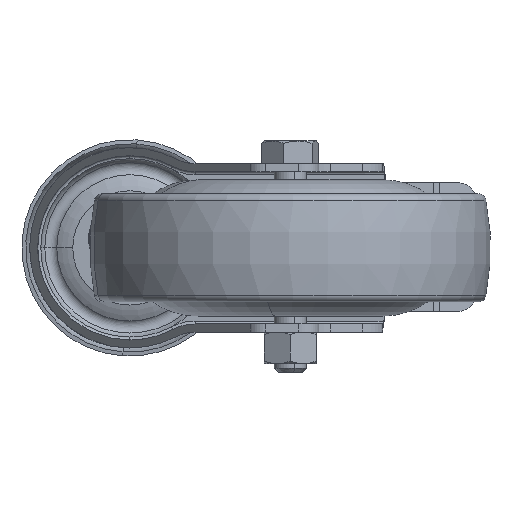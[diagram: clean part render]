
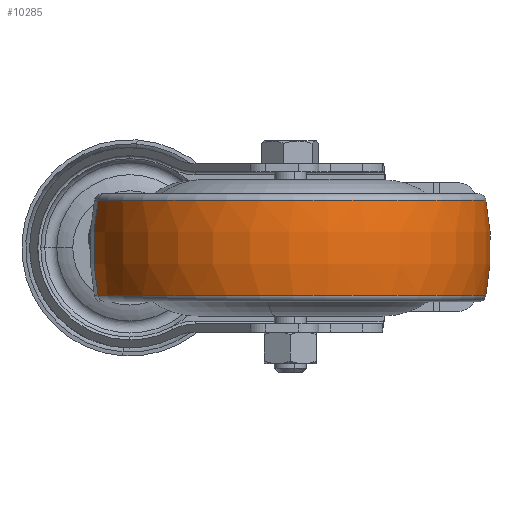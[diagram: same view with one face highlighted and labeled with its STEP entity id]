
A CAD part, front view. The second image highlights one B-rep face of the part: STEP entity #10285.
In plain terms, the highlighted toroidal (fillet/blend) face has major radius 11.5 mm and minor radius 61.5 mm.
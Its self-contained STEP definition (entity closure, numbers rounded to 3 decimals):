
#115 = EDGE_CURVE ( 'NONE', #6574, #2918, #5874, .T. ) ;
#587 = AXIS2_PLACEMENT_3D ( 'NONE', #3990, #2414, #6378 ) ;
#1166 = CARTESIAN_POINT ( 'NONE',  ( -55.123, -21.466, 25.725 ) ) ;
#1331 = EDGE_CURVE ( 'NONE', #2918, #2561, #3230, .T. ) ;
#1498 = EDGE_LOOP ( 'NONE', ( #3703, #4883, #8450, #8607 ) ) ;
#1642 = CARTESIAN_POINT ( 'NONE',  ( -7.173, -12.184, 49.498 ) ) ;
#2333 = EDGE_CURVE ( 'NONE', #6824, #6574, #9443, .T. ) ;
#2414 = DIRECTION ( 'NONE',  ( 0., 0., -1. ) ) ;
#2561 = VERTEX_POINT ( 'NONE', #5245 ) ;
#2918 = VERTEX_POINT ( 'NONE', #9633 ) ;
#3230 = CIRCLE ( 'NONE', #4830, 48.84 ) ;
#3497 = FACE_OUTER_BOUND ( 'NONE', #1498, .T. ) ;
#3600 = DIRECTION ( 'NONE',  ( 0.982, 0.19, 0. ) ) ;
#3619 = DIRECTION ( 'NONE',  ( -0.982, -0.19, 0. ) ) ;
#3703 = ORIENTED_EDGE ( 'NONE', *, *, #10054, .F. ) ;
#3990 = CARTESIAN_POINT ( 'NONE',  ( -55.123, -21.466, 37.612 ) ) ;
#4830 = AXIS2_PLACEMENT_3D ( 'NONE', #1166, #8417, #5974 ) ;
#4883 = ORIENTED_EDGE ( 'NONE', *, *, #2333, .T. ) ;
#5189 = DIRECTION ( 'NONE',  ( 0.19, -0.982, 0. ) ) ;
#5245 = CARTESIAN_POINT ( 'NONE',  ( -7.173, -12.184, 25.725 ) ) ;
#5613 = DIRECTION ( 'NONE',  ( 0., 0., -1. ) ) ;
#5874 = CIRCLE ( 'NONE', #7516, 61.5 ) ;
#5974 = DIRECTION ( 'NONE',  ( 0.982, 0.19, 0. ) ) ;
#6177 = DIRECTION ( 'NONE',  ( -0.19, 0.982, 0. ) ) ;
#6378 = DIRECTION ( 'NONE',  ( -0.982, -0.19, 0. ) ) ;
#6449 = CARTESIAN_POINT ( 'NONE',  ( -55.123, -21.466, 49.498 ) ) ;
#6574 = VERTEX_POINT ( 'NONE', #7459 ) ;
#6623 = TOROIDAL_SURFACE ( 'NONE', #587, -11.5, 61.5 ) ;
#6824 = VERTEX_POINT ( 'NONE', #1642 ) ;
#6894 = CARTESIAN_POINT ( 'NONE',  ( -66.414, -23.651, 37.612 ) ) ;
#7243 = DIRECTION ( 'NONE',  ( -0.982, -0.19, 0. ) ) ;
#7459 = CARTESIAN_POINT ( 'NONE',  ( -103.074, -30.747, 49.498 ) ) ;
#7516 = AXIS2_PLACEMENT_3D ( 'NONE', #7570, #5189, #3600 ) ;
#7570 = CARTESIAN_POINT ( 'NONE',  ( -43.833, -19.28, 37.612 ) ) ;
#8037 = AXIS2_PLACEMENT_3D ( 'NONE', #6894, #6177, #3619 ) ;
#8126 = CIRCLE ( 'NONE', #8037, 61.5 ) ;
#8417 = DIRECTION ( 'NONE',  ( 0., 0., 1. ) ) ;
#8450 = ORIENTED_EDGE ( 'NONE', *, *, #115, .T. ) ;
#8607 = ORIENTED_EDGE ( 'NONE', *, *, #1331, .T. ) ;
#9443 = CIRCLE ( 'NONE', #10213, 48.84 ) ;
#9633 = CARTESIAN_POINT ( 'NONE',  ( -103.074, -30.747, 25.725 ) ) ;
#10054 = EDGE_CURVE ( 'NONE', #6824, #2561, #8126, .T. ) ;
#10213 = AXIS2_PLACEMENT_3D ( 'NONE', #6449, #5613, #7243 ) ;
#10285 = ADVANCED_FACE ( 'NONE', ( #3497 ), #6623, .T. ) ;
